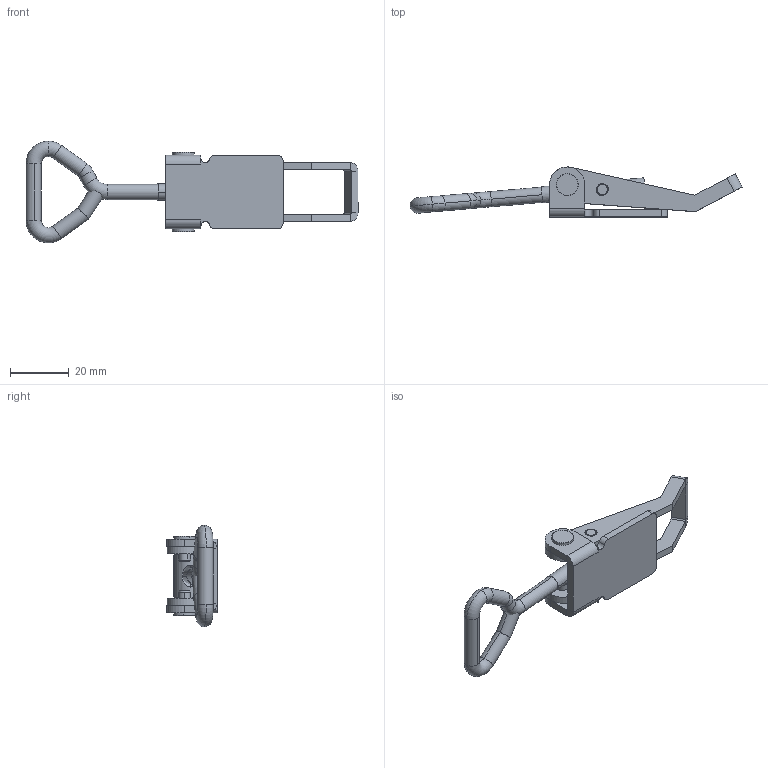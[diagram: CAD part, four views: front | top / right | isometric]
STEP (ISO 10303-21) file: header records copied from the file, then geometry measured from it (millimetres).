
FILE_DESCRIPTION (( 'STEP AP214' ), '1' );
FILE_NAME ('54080 - 702 SA Stainless.STEP', '2017-01-30T09:56:59', ( '' ), ( '' ), 'SwSTEP 2.0', 'SolidWorks 2015', '' );
FILE_SCHEMA (( 'AUTOMOTIVE_DESIGN' ));
Length unit declared in the file: millimetre
Products named in the file (6): 702 - Skruvögla; 702 - Ansatsnit; 702 - Rulle; 702 - Bygel; 702 - Platta SA; 54080 - 702 SA Stainless
Assembly tree (6 placements, depth 2):
  54080 - 702 SA Stainless
    702 - Platta SA
    702 - Bygel
    702 - Rulle
    702 - Ansatsnit  x2
    702 - Skruvögla
Bounding box: 112.8 x 17 x 34.51 mm (x, y, z)
Volume: 10067.3 mm3; surface area: 9549.3 mm2
Topology: 6 solids, 6 shells, 146 faces, 317 edges, 190 vertices
Faces by surface type: cylinder 65, plane 55, torus 14, cone 12
Entity records: 4049 total; most frequent: CARTESIAN_POINT 754, DIRECTION 707, ORIENTED_EDGE 582, EDGE_CURVE 291, AXIS2_PLACEMENT_3D 281, VERTEX_POINT 174, EDGE_LOOP 151, VECTOR 145
